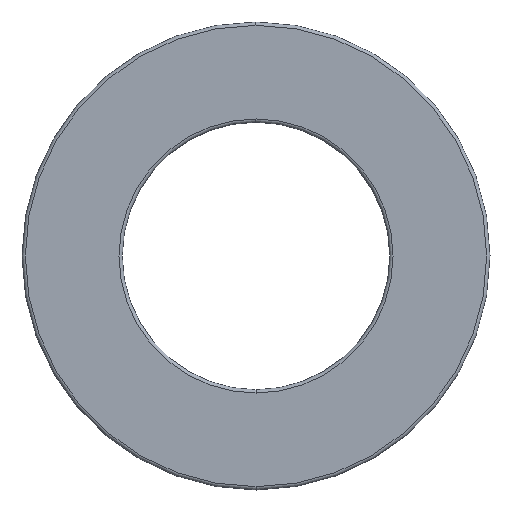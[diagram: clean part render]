
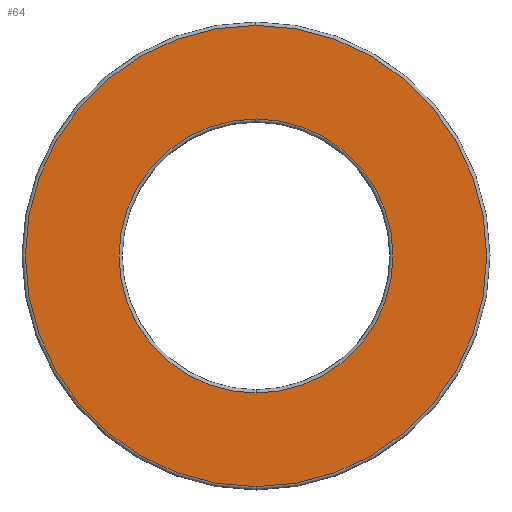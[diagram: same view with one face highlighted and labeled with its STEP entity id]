
A CAD part, front view. The second image highlights one B-rep face of the part: STEP entity #64.
In plain terms, the highlighted planar face has unit normal (0, -1, 0).
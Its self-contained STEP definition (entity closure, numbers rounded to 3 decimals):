
#64=ADVANCED_FACE('',(#123,#124),#125,.F.);
#123=FACE_OUTER_BOUND('',#174,.T.);
#124=FACE_BOUND('',#175,.T.);
#125=PLANE('',#176);
#174=EDGE_LOOP('',(#283,#284));
#175=EDGE_LOOP('',(#285,#286));
#176=AXIS2_PLACEMENT_3D('',#287,#288,#289);
#283=ORIENTED_EDGE('',*,*,#325,.T.);
#284=ORIENTED_EDGE('',*,*,#302,.T.);
#285=ORIENTED_EDGE('',*,*,#314,.T.);
#286=ORIENTED_EDGE('',*,*,#322,.T.);
#287=CARTESIAN_POINT('',(0.0,-6.5,0.0));
#288=DIRECTION('',(-0.0,1.0,0.0));
#289=DIRECTION('',(1.0,0.0,0.0));
#302=EDGE_CURVE('',#354,#351,#355,.F.);
#314=EDGE_CURVE('',#366,#370,#372,.T.);
#322=EDGE_CURVE('',#370,#366,#380,.T.);
#325=EDGE_CURVE('',#351,#354,#383,.F.);
#351=VERTEX_POINT('',#409);
#354=VERTEX_POINT('',#412);
#355=CIRCLE('',#413,13.8);
#366=VERTEX_POINT('',#426);
#370=VERTEX_POINT('',#430);
#372=CIRCLE('',#432,8.2);
#380=CIRCLE('',#442,8.2);
#383=CIRCLE('',#445,13.8);
#409=CARTESIAN_POINT('',(0.0,-6.5,13.8));
#412=CARTESIAN_POINT('',(0.,-6.5,-13.8));
#413=AXIS2_PLACEMENT_3D('',#479,#480,#481);
#426=CARTESIAN_POINT('',(0.0,-6.5,8.2));
#430=CARTESIAN_POINT('',(0.,-6.5,-8.2));
#432=AXIS2_PLACEMENT_3D('',#505,#506,#507);
#442=AXIS2_PLACEMENT_3D('',#516,#517,#518);
#445=AXIS2_PLACEMENT_3D('',#519,#520,#521);
#479=CARTESIAN_POINT('',(0.0,-6.5,0.0));
#480=DIRECTION('',(0.0,1.0,0.0));
#481=DIRECTION('',(0.0,0.0,1.0));
#505=CARTESIAN_POINT('',(0.0,-6.5,0.0));
#506=DIRECTION('',(0.0,1.0,0.0));
#507=DIRECTION('',(0.0,0.0,1.0));
#516=CARTESIAN_POINT('',(0.0,-6.5,0.0));
#517=DIRECTION('',(0.0,1.0,0.0));
#518=DIRECTION('',(0.0,0.0,1.0));
#519=CARTESIAN_POINT('',(0.0,-6.5,0.0));
#520=DIRECTION('',(0.0,1.0,0.0));
#521=DIRECTION('',(0.0,0.0,1.0));
